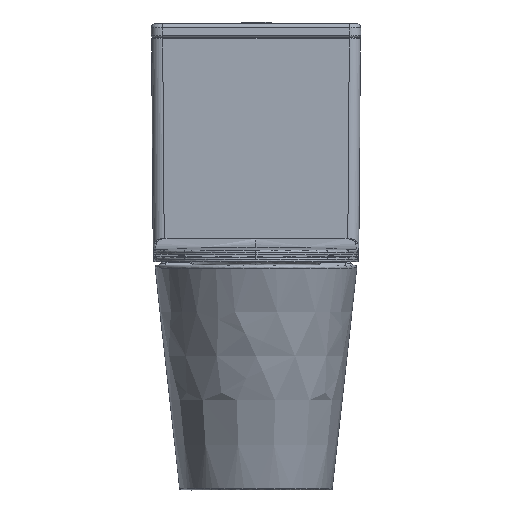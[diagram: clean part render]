
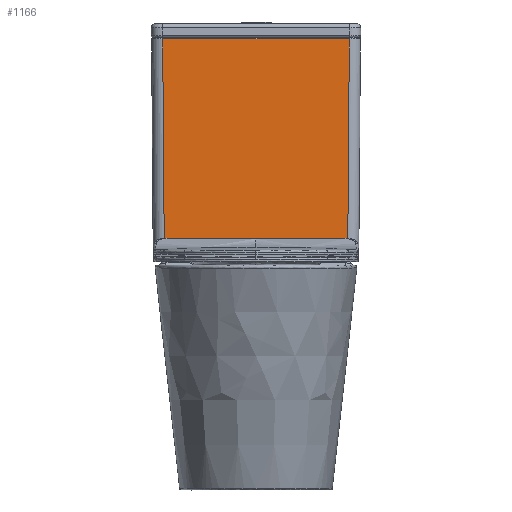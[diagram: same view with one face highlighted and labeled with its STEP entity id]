
A CAD part, front view. The second image highlights one B-rep face of the part: STEP entity #1166.
In plain terms, the highlighted face is planar.
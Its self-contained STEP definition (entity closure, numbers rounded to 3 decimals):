
#1166=ADVANCED_FACE('',(#2128),#14408,.T.);
#2128=FACE_OUTER_BOUND('',#3149,.T.);
#3149=EDGE_LOOP('',(#7615,#7616,#7617,#7618));
#7615=ORIENTED_EDGE('',*,*,#10016,.T.);
#7616=ORIENTED_EDGE('',*,*,#10018,.T.);
#7617=ORIENTED_EDGE('',*,*,#9943,.F.);
#7618=ORIENTED_EDGE('',*,*,#10017,.F.);
#9943=EDGE_CURVE('',#13745,#13746,#11896,.T.);
#10016=EDGE_CURVE('',#13794,#13795,#11946,.T.);
#10017=EDGE_CURVE('',#13794,#13745,#11947,.T.);
#10018=EDGE_CURVE('',#13795,#13746,#11948,.T.);
#11896=B_SPLINE_CURVE_WITH_KNOTS('',1,(#82182,#82183),.UNSPECIFIED.,.F.,
 .F.,(2,2),(-330.077,0.),.UNSPECIFIED.);
#11946=B_SPLINE_CURVE_WITH_KNOTS('',1,(#82457,#82458),.UNSPECIFIED.,.F.,
 .F.,(2,2),(-335.962,0.),.UNSPECIFIED.);
#11947=B_SPLINE_CURVE_WITH_KNOTS('',1,(#82459,#82460),.UNSPECIFIED.,.F.,
 .F.,(2,2),(0.,392.091),.UNSPECIFIED.);
#11948=B_SPLINE_CURVE_WITH_KNOTS('',1,(#82461,#82462),.UNSPECIFIED.,.F.,
 .F.,(2,2),(-392.091,0.),.UNSPECIFIED.);
#13745=VERTEX_POINT('',#82030);
#13746=VERTEX_POINT('',#82031);
#13794=VERTEX_POINT('',#82079);
#13795=VERTEX_POINT('',#82080);
#14408=PLANE('',#15302);
#15302=AXIS2_PLACEMENT_3D('',#81731,#15677,$);
#15677=DIRECTION('',(0.,-0.016,1.));
#81731=CARTESIAN_POINT('',(202.256,446.846,136.863));
#82030=CARTESIAN_POINT('',(165.039,14.921,130.077));
#82031=CARTESIAN_POINT('',(-165.039,14.921,130.077));
#82079=CARTESIAN_POINT('',(167.981,406.953,136.236));
#82080=CARTESIAN_POINT('',(-167.981,406.953,136.236));
#82182=CARTESIAN_POINT('',(165.039,14.921,130.077));
#82183=CARTESIAN_POINT('',(-165.039,14.921,130.077));
#82457=CARTESIAN_POINT('',(167.981,406.953,136.236));
#82458=CARTESIAN_POINT('',(-167.981,406.953,136.236));
#82459=CARTESIAN_POINT('',(167.981,406.953,136.236));
#82460=CARTESIAN_POINT('',(165.039,14.921,130.077));
#82461=CARTESIAN_POINT('',(-167.981,406.953,136.236));
#82462=CARTESIAN_POINT('',(-165.039,14.921,130.077));
